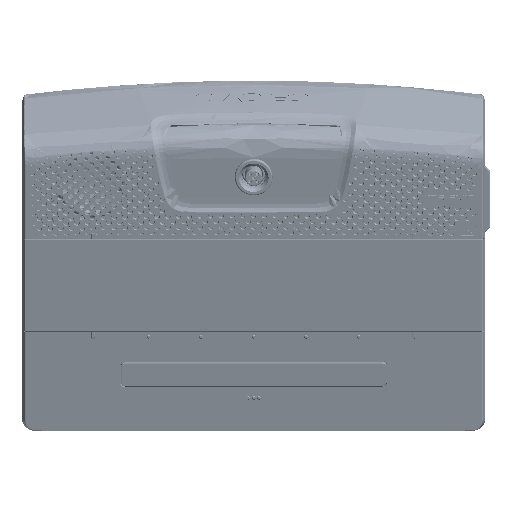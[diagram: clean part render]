
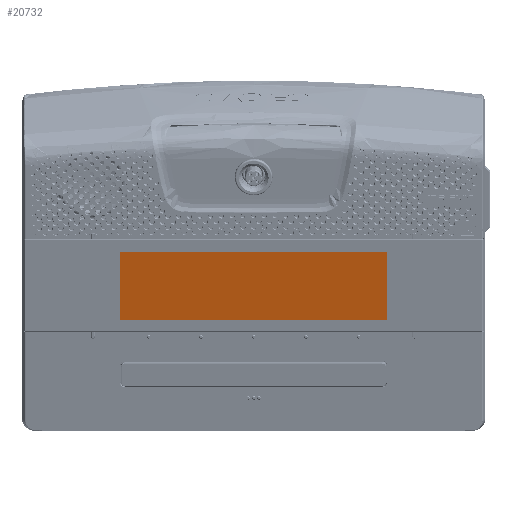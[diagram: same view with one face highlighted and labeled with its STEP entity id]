
A CAD part, top view. The second image highlights one B-rep face of the part: STEP entity #20732.
In plain terms, the highlighted planar face has unit normal (0, -0.309, 0.951).
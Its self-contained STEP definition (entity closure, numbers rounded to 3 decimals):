
#20732=ADVANCED_FACE('',(#30959),#24842,.F.);
#24842=PLANE('',#140338);
#30959=FACE_OUTER_BOUND('',#40212,.T.);
#40212=EDGE_LOOP('',(#85617,#85618,#85619,#85620));
#47833=LINE('',#258881,#55911);
#47834=LINE('',#258884,#55912);
#47835=LINE('',#258886,#55913);
#47836=LINE('',#258888,#55914);
#55911=VECTOR('',#168086,1.);
#55912=VECTOR('',#168087,1.);
#55913=VECTOR('',#168088,1.);
#55914=VECTOR('',#168089,1.);
#85617=ORIENTED_EDGE('',*,*,#121092,.T.);
#85618=ORIENTED_EDGE('',*,*,#121093,.T.);
#85619=ORIENTED_EDGE('',*,*,#121094,.T.);
#85620=ORIENTED_EDGE('',*,*,#121095,.T.);
#104343=VERTEX_POINT('',#258882);
#104344=VERTEX_POINT('',#258883);
#104345=VERTEX_POINT('',#258885);
#104346=VERTEX_POINT('',#258887);
#121092=EDGE_CURVE('',#104343,#104344,#47833,.T.);
#121093=EDGE_CURVE('',#104344,#104345,#47834,.T.);
#121094=EDGE_CURVE('',#104345,#104346,#47835,.T.);
#121095=EDGE_CURVE('',#104346,#104343,#47836,.T.);
#140338=AXIS2_PLACEMENT_3D('',#258889,#168090,#168091);
#168086=DIRECTION('',(0.,0.951,0.309));
#168087=DIRECTION('',(-1.,0.,0.));
#168088=DIRECTION('',(0.,-0.951,-0.309));
#168089=DIRECTION('',(1.,0.,0.));
#168090=DIRECTION('',(0.,0.309,-0.951));
#168091=DIRECTION('',(1.,0.,0.));
#258881=CARTESIAN_POINT('',(63.576,-88.718,33.53));
#258882=CARTESIAN_POINT('',(63.576,-120.966,23.052));
#258883=CARTESIAN_POINT('',(63.576,-88.718,33.53));
#258884=CARTESIAN_POINT('',(-63.576,-88.718,33.53));
#258885=CARTESIAN_POINT('',(-63.576,-88.718,33.53));
#258886=CARTESIAN_POINT('',(-63.576,-120.966,23.052));
#258887=CARTESIAN_POINT('',(-63.576,-120.966,23.052));
#258888=CARTESIAN_POINT('',(63.576,-120.966,23.052));
#258889=CARTESIAN_POINT('',(0.001,-78.919,36.714));
